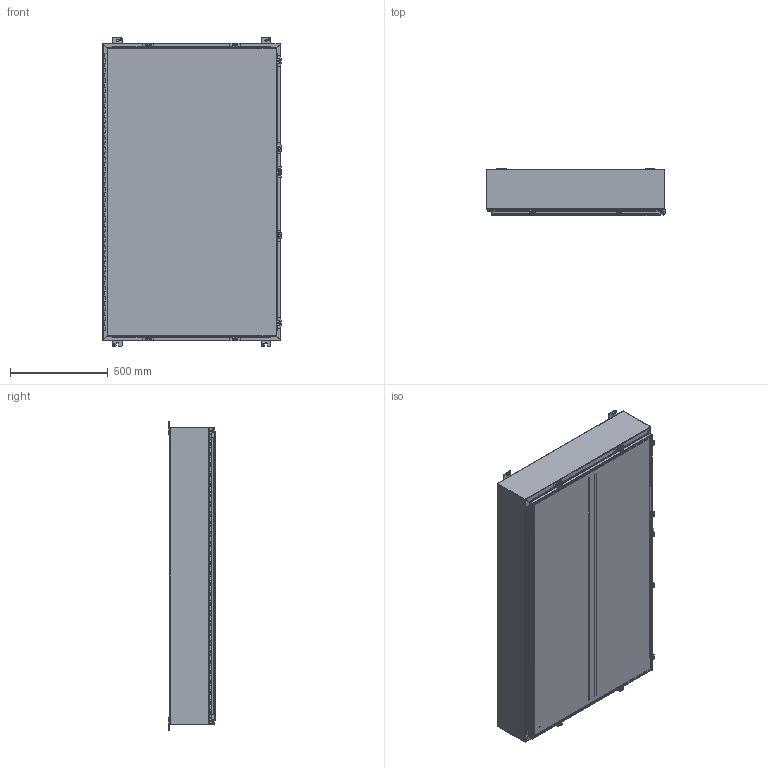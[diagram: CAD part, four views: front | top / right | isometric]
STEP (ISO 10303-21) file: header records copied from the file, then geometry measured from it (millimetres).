
FILE_DESCRIPTION (( 'STEP AP214' ), '1' );
FILE_NAME ('1418N4T8.STEP', '2019-11-02T15:32:11', ( '' ), ( '' ), 'SwSTEP 2.0', 'SolidWorks 2019', '' );
FILE_SCHEMA (( 'AUTOMOTIVE_DESIGN' ));
Length unit declared in the file: inch
Products named in the file (1): 1418N4T8
Bounding box: 917.6 x 239.7 x 1581.15 mm (x, y, z)
Volume: 11626524.2 mm3; surface area: 11891831.7 mm2
Topology: 69 solids, 70 shells, 2180 faces, 5713 edges, 3741 vertices
Faces by surface type: plane 1445, cylinder 635, bspline 82, cone 18
Full cylindrical faces by diameter (mm): 3.175 x1, 4.763 x1, 5.41 x8, 6.198 x8, 6.35 x2, 6.731 x8, 7.137 x2, 7.805 x4, 7.938 x4, 8.382 x8, 9.525 x8, 9.906 x8, 11.112 x4, 11.303 x4, 12.7 x16, 16.51 x8, 25.4 x4
Entity records: 70284 total; most frequent: CARTESIAN_POINT 15691, ORIENTED_EDGE 11158, DIRECTION 10790, EDGE_CURVE 5579, LINE 4098, VECTOR 4098, VERTEX_POINT 3741, AXIS2_PLACEMENT_3D 3346
